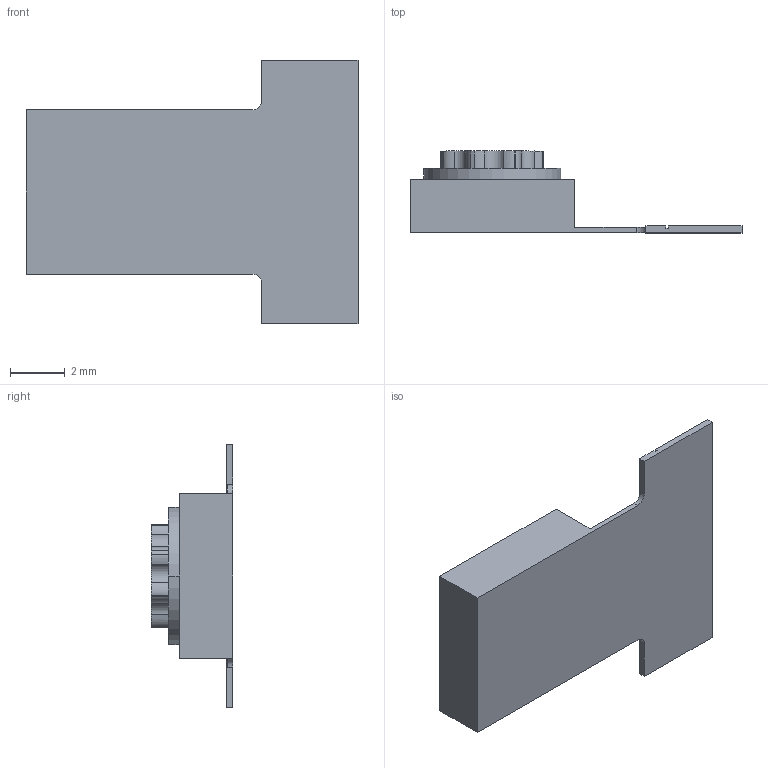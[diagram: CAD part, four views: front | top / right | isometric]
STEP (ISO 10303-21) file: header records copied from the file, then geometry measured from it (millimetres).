
FILE_DESCRIPTION((''),'2;1');
FILE_NAME('0001','2021-03-09T15:09:12',('Arducam'),(''),'CREO PARAMETRIC BY PTC INC, 2019080','CREO PARAMETRIC BY PTC INC, 2019080','');
FILE_SCHEMA(('AUTOMOTIVE_DESIGN { 1 0 10303 214 1 1 1 1 }'));
Length unit declared in the file: millimetre
Products named in the file (1): 0001
Bounding box: 12.1 x 2.98 x 9.6 mm (x, y, z)
Volume: 94 mm3; surface area: 252.3 mm2
Topology: 1 solids, 1 shells, 69 faces, 180 edges, 120 vertices
Faces by surface type: cylinder 30, plane 23, extrusion 16
Entity records: 2833 total; most frequent: CARTESIAN_POINT 540, ORIENTED_EDGE 360, DIRECTION 330, EDGE_CURVE 180, VERTEX_POINT 120, AXIS2_PLACEMENT_3D 113, VECTOR 104, LINE 88
